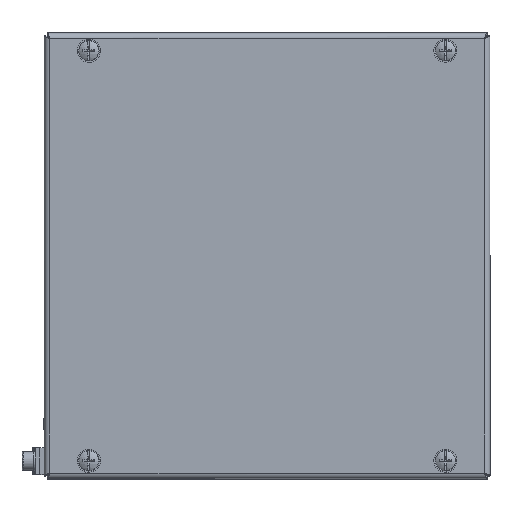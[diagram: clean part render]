
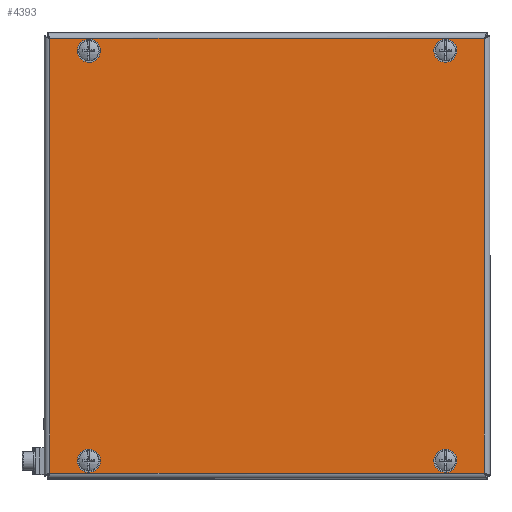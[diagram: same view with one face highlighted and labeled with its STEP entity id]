
A CAD part, top view. The second image highlights one B-rep face of the part: STEP entity #4393.
In plain terms, the highlighted face is planar.
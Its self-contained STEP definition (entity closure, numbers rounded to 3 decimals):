
#101 = DIRECTION ( 'NONE',  ( 1., 0., 0. ) ) ;
#172 = VERTEX_POINT ( 'NONE', #16534 ) ;
#345 = CARTESIAN_POINT ( 'NONE',  ( -98.743, 97.5, 0. ) ) ;
#398 = ORIENTED_EDGE ( 'NONE', *, *, #5140, .T. ) ;
#609 = CARTESIAN_POINT ( 'NONE',  ( 84., -92., 0. ) ) ;
#705 = DIRECTION ( 'NONE',  ( 0., -1., 0. ) ) ;
#1756 = ORIENTED_EDGE ( 'NONE', *, *, #17182, .T. ) ;
#2253 = AXIS2_PLACEMENT_3D ( 'NONE', #2265, #12474, #3741 ) ;
#2265 = CARTESIAN_POINT ( 'NONE',  ( 80., 92., 0. ) ) ;
#2586 = DIRECTION ( 'NONE',  ( 0., 1., 0. ) ) ;
#2650 = ORIENTED_EDGE ( 'NONE', *, *, #6707, .T. ) ;
#3103 = CARTESIAN_POINT ( 'NONE',  ( 98.743, -97.5, 0. ) ) ;
#3272 = EDGE_CURVE ( 'NONE', #3500, #13641, #10762, .T. ) ;
#3296 = AXIS2_PLACEMENT_3D ( 'NONE', #5124, #4404, #4266 ) ;
#3340 = LINE ( 'NONE', #4093, #6750 ) ;
#3500 = VERTEX_POINT ( 'NONE', #6762 ) ;
#3587 = VERTEX_POINT ( 'NONE', #609 ) ;
#3741 = DIRECTION ( 'NONE',  ( -1., 0., 0. ) ) ;
#4034 = CIRCLE ( 'NONE', #14606, 4. ) ;
#4093 = CARTESIAN_POINT ( 'NONE',  ( -97.5, -98.743, 0. ) ) ;
#4217 = CARTESIAN_POINT ( 'NONE',  ( -97.5, 97.5, 0. ) ) ;
#4266 = DIRECTION ( 'NONE',  ( 1., 0., 0. ) ) ;
#4393 = ADVANCED_FACE ( 'NONE', ( #14466, #16820, #14598, #14225, #14303 ), #5324, .F. ) ;
#4404 = DIRECTION ( 'NONE',  ( 0., 0., 1. ) ) ;
#4686 = ORIENTED_EDGE ( 'NONE', *, *, #17546, .F. ) ;
#4785 = CARTESIAN_POINT ( 'NONE',  ( -76., 92., 0. ) ) ;
#5003 = VECTOR ( 'NONE', #705, 1000. ) ;
#5036 = LINE ( 'NONE', #7913, #5003 ) ;
#5072 = DIRECTION ( 'NONE',  ( 0., 0., -1. ) ) ;
#5101 = CARTESIAN_POINT ( 'NONE',  ( -97.5, -97.5, 0. ) ) ;
#5124 = CARTESIAN_POINT ( 'NONE',  ( -100., 100., 0. ) ) ;
#5140 = EDGE_CURVE ( 'NONE', #7681, #11580, #17747, .T. ) ;
#5158 = AXIS2_PLACEMENT_3D ( 'NONE', #13758, #5072, #15251 ) ;
#5324 = PLANE ( 'NONE',  #3296 ) ;
#6079 = ORIENTED_EDGE ( 'NONE', *, *, #17731, .F. ) ;
#6447 = DIRECTION ( 'NONE',  ( 0., 0., -1. ) ) ;
#6707 = EDGE_CURVE ( 'NONE', #11580, #3500, #5036, .T. ) ;
#6750 = VECTOR ( 'NONE', #2586, 1000. ) ;
#6762 = CARTESIAN_POINT ( 'NONE',  ( 97.5, -97.5, 0. ) ) ;
#6916 = CARTESIAN_POINT ( 'NONE',  ( -80., 92., 0. ) ) ;
#7645 = ORIENTED_EDGE ( 'NONE', *, *, #18389, .F. ) ;
#7681 = VERTEX_POINT ( 'NONE', #4217 ) ;
#7913 = CARTESIAN_POINT ( 'NONE',  ( 97.5, 98.743, 0. ) ) ;
#7920 = ORIENTED_EDGE ( 'NONE', *, *, #12120, .F. ) ;
#7970 = EDGE_LOOP ( 'NONE', ( #7645 ) ) ;
#8396 = DIRECTION ( 'NONE',  ( 1., 0., 0. ) ) ;
#8890 = EDGE_LOOP ( 'NONE', ( #4686 ) ) ;
#9514 = CIRCLE ( 'NONE', #2253, 4. ) ;
#10762 = LINE ( 'NONE', #3103, #11120 ) ;
#10763 = EDGE_LOOP ( 'NONE', ( #17220, #1756, #398, #2650 ) ) ;
#11120 = VECTOR ( 'NONE', #17848, 1000. ) ;
#11387 = VERTEX_POINT ( 'NONE', #17969 ) ;
#11481 = EDGE_LOOP ( 'NONE', ( #6079 ) ) ;
#11580 = VERTEX_POINT ( 'NONE', #12511 ) ;
#12120 = EDGE_CURVE ( 'NONE', #17889, #17889, #12927, .T. ) ;
#12474 = DIRECTION ( 'NONE',  ( 0., 0., -1. ) ) ;
#12511 = CARTESIAN_POINT ( 'NONE',  ( 97.5, 97.5, 0. ) ) ;
#12539 = EDGE_LOOP ( 'NONE', ( #7920 ) ) ;
#12927 = CIRCLE ( 'NONE', #16398, 4. ) ;
#13641 = VERTEX_POINT ( 'NONE', #5101 ) ;
#13758 = CARTESIAN_POINT ( 'NONE',  ( 80., -92., 0. ) ) ;
#14225 = FACE_BOUND ( 'NONE', #11481, .T. ) ;
#14303 = FACE_OUTER_BOUND ( 'NONE', #10763, .T. ) ;
#14466 = FACE_BOUND ( 'NONE', #7970, .T. ) ;
#14598 = FACE_BOUND ( 'NONE', #12539, .T. ) ;
#14606 = AXIS2_PLACEMENT_3D ( 'NONE', #15190, #6447, #16637 ) ;
#15190 = CARTESIAN_POINT ( 'NONE',  ( -80., -92., 0. ) ) ;
#15240 = CIRCLE ( 'NONE', #5158, 4. ) ;
#15251 = DIRECTION ( 'NONE',  ( 1., 0., 0. ) ) ;
#16398 = AXIS2_PLACEMENT_3D ( 'NONE', #6916, #17074, #8396 ) ;
#16534 = CARTESIAN_POINT ( 'NONE',  ( -84., -92., 0. ) ) ;
#16637 = DIRECTION ( 'NONE',  ( -1., 0., 0. ) ) ;
#16820 = FACE_BOUND ( 'NONE', #8890, .T. ) ;
#17074 = DIRECTION ( 'NONE',  ( 0., 0., -1. ) ) ;
#17182 = EDGE_CURVE ( 'NONE', #13641, #7681, #3340, .T. ) ;
#17220 = ORIENTED_EDGE ( 'NONE', *, *, #3272, .T. ) ;
#17546 = EDGE_CURVE ( 'NONE', #172, #172, #4034, .T. ) ;
#17731 = EDGE_CURVE ( 'NONE', #11387, #11387, #9514, .T. ) ;
#17747 = LINE ( 'NONE', #345, #17804 ) ;
#17804 = VECTOR ( 'NONE', #101, 1000. ) ;
#17848 = DIRECTION ( 'NONE',  ( -1., 0., 0. ) ) ;
#17889 = VERTEX_POINT ( 'NONE', #4785 ) ;
#17969 = CARTESIAN_POINT ( 'NONE',  ( 76., 92., 0. ) ) ;
#18389 = EDGE_CURVE ( 'NONE', #3587, #3587, #15240, .T. ) ;
